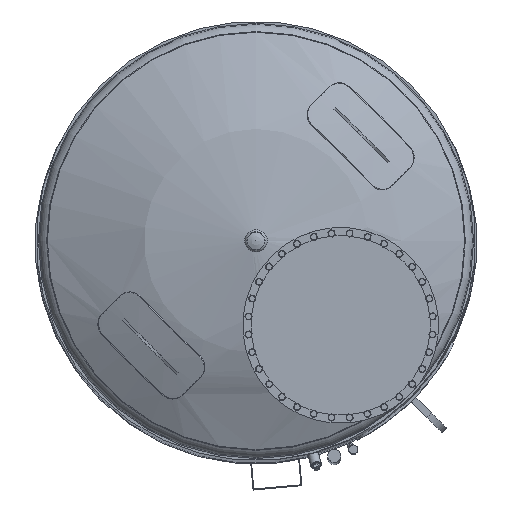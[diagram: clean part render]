
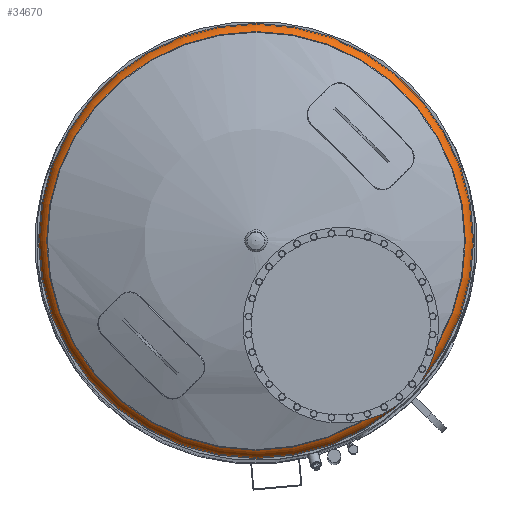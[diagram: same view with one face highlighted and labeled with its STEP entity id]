
A CAD part, top view. The second image highlights one B-rep face of the part: STEP entity #34670.
In plain terms, the highlighted toroidal (fillet/blend) face has major radius 741.667 mm and minor radius 58.333 mm.
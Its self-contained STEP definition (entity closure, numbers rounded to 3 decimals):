
#34582=CARTESIAN_POINT('',(-769.639,0.,4853.689));
#34583=VERTEX_POINT('',#34582);
#34584=CARTESIAN_POINT('',(0.,0.,4853.689));
#34585=DIRECTION('',(0.0,0.0,-1.0));
#34586=DIRECTION('',(-1.0,0.0,0.0));
#34587=AXIS2_PLACEMENT_3D('',#34584,#34585,#34586);
#34588=CIRCLE('',#34587,769.639);
#34589=EDGE_CURVE('',#34583,#34583,#34588,.T.);
#34651=CARTESIAN_POINT('',(0.,0.,4802.5));
#34652=DIRECTION('',(0.,0.,-1.0));
#34653=DIRECTION('',(0.0,-1.0,0.0));
#34654=AXIS2_PLACEMENT_3D('',#34651,#34652,#34653);
#34655=TOROIDAL_SURFACE('',#34654,741.667,58.333);
#34656=CARTESIAN_POINT('',(-800.,0.,4802.5));
#34657=VERTEX_POINT('',#34656);
#34658=CARTESIAN_POINT('',(0.,0.,4802.5));
#34659=DIRECTION('',(0.0,0.0,-1.0));
#34660=DIRECTION('',(-1.0,0.0,0.0));
#34661=AXIS2_PLACEMENT_3D('',#34658,#34659,#34660);
#34662=CIRCLE('',#34661,800.0);
#34663=EDGE_CURVE('',#34657,#34657,#34662,.T.);
#34664=ORIENTED_EDGE('',*,*,#34663,.F.);
#34665=EDGE_LOOP('',(#34664));
#34666=FACE_OUTER_BOUND('',#34665,.T.);
#34667=ORIENTED_EDGE('',*,*,#34589,.T.);
#34668=EDGE_LOOP('',(#34667));
#34669=FACE_BOUND('',#34668,.T.);
#34670=ADVANCED_FACE('',(#34666,#34669),#34655,.T.);
